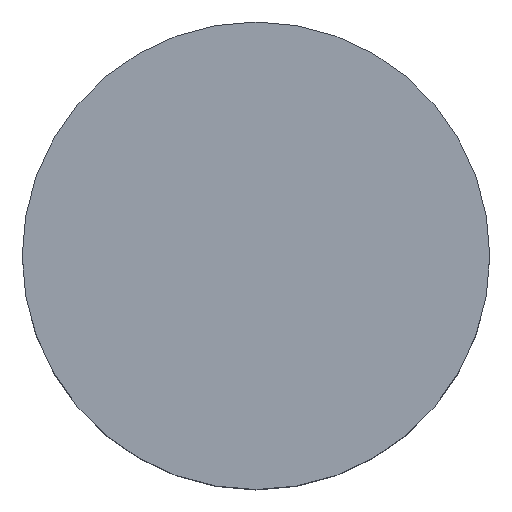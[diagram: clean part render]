
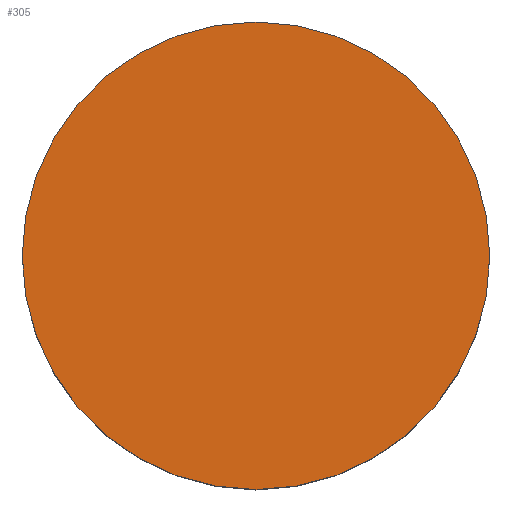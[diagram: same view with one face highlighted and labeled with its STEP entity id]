
A CAD part, top view. The second image highlights one B-rep face of the part: STEP entity #305.
In plain terms, the highlighted planar face has unit normal (0, 0, 1).
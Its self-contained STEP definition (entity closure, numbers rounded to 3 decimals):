
#5 = CARTESIAN_POINT ( 'NONE',  ( 0., 0., 0. ) ) ;
#53 = DIRECTION ( 'NONE',  ( 1., 0., 0. ) ) ;
#55 = EDGE_CURVE ( 'NONE', #128, #185, #78, .T. ) ;
#60 = CIRCLE ( 'NONE', #163, 3. ) ;
#78 = CIRCLE ( 'NONE', #142, 3. ) ;
#102 = EDGE_CURVE ( 'NONE', #185, #128, #60, .T. ) ;
#128 = VERTEX_POINT ( 'NONE', #241 ) ;
#142 = AXIS2_PLACEMENT_3D ( 'NONE', #5, #338, #343 ) ;
#163 = AXIS2_PLACEMENT_3D ( 'NONE', #234, #182, #284 ) ;
#166 = CARTESIAN_POINT ( 'NONE',  ( 0., 0., 0. ) ) ;
#167 = DIRECTION ( 'NONE',  ( 0., 0., 1. ) ) ;
#169 = PLANE ( 'NONE',  #304 ) ;
#180 = EDGE_LOOP ( 'NONE', ( #246, #303 ) ) ;
#182 = DIRECTION ( 'NONE',  ( 0., 0., 1. ) ) ;
#184 = CARTESIAN_POINT ( 'NONE',  ( -3., 0., 0. ) ) ;
#185 = VERTEX_POINT ( 'NONE', #184 ) ;
#234 = CARTESIAN_POINT ( 'NONE',  ( 0., 0., 0. ) ) ;
#241 = CARTESIAN_POINT ( 'NONE',  ( 3., 0., 0. ) ) ;
#246 = ORIENTED_EDGE ( 'NONE', *, *, #55, .T. ) ;
#284 = DIRECTION ( 'NONE',  ( 1., 0., 0. ) ) ;
#303 = ORIENTED_EDGE ( 'NONE', *, *, #102, .T. ) ;
#304 = AXIS2_PLACEMENT_3D ( 'NONE', #166, #167, #53 ) ;
#305 = ADVANCED_FACE ( 'NONE', ( #330 ), #169, .T. ) ;
#330 = FACE_OUTER_BOUND ( 'NONE', #180, .T. ) ;
#338 = DIRECTION ( 'NONE',  ( 0., 0., 1. ) ) ;
#343 = DIRECTION ( 'NONE',  ( 1., 0., 0. ) ) ;
